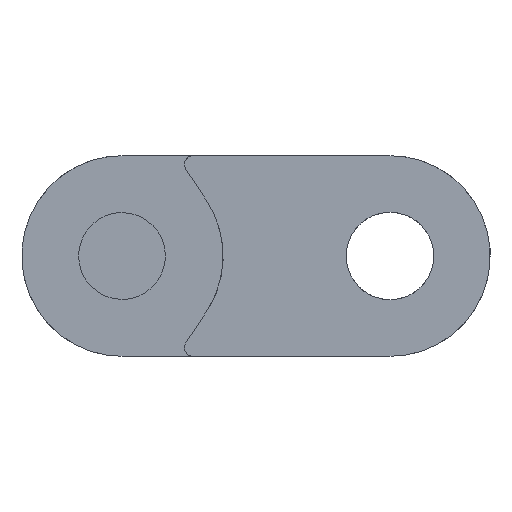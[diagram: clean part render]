
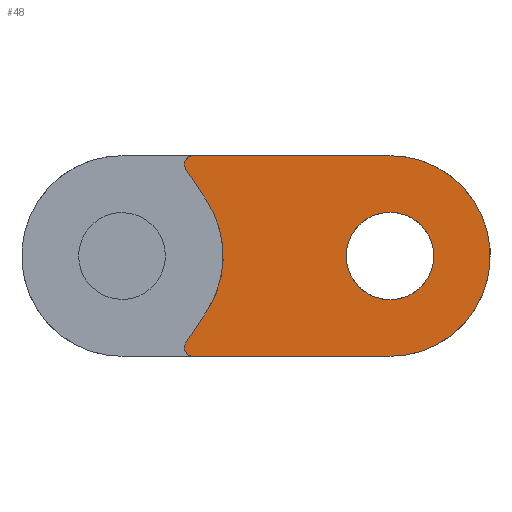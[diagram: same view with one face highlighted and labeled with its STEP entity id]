
A CAD part, front view. The second image highlights one B-rep face of the part: STEP entity #48.
In plain terms, the highlighted planar face has unit normal (0, -1, 0).
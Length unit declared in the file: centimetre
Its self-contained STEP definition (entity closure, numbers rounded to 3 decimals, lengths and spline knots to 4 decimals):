
#18=FACE_BOUND('',#152,.T.);
#48=ADVANCED_FACE('',(#98,#18),#888,.T.);
#98=FACE_OUTER_BOUND('',#151,.T.);
#151=EDGE_LOOP('',(#357,#358,#359,#360,#361,#362,#363,#364));
#152=EDGE_LOOP('',(#365,#366));
#357=ORIENTED_EDGE('',*,*,#597,.T.);
#358=ORIENTED_EDGE('',*,*,#510,.T.);
#359=ORIENTED_EDGE('',*,*,#563,.T.);
#360=ORIENTED_EDGE('',*,*,#487,.T.);
#361=ORIENTED_EDGE('',*,*,#594,.T.);
#362=ORIENTED_EDGE('',*,*,#567,.T.);
#363=ORIENTED_EDGE('',*,*,#571,.T.);
#364=ORIENTED_EDGE('',*,*,#569,.T.);
#365=ORIENTED_EDGE('',*,*,#589,.T.);
#366=ORIENTED_EDGE('',*,*,#590,.T.);
#487=EDGE_CURVE('',#779,#778,#677,.T.);
#510=EDGE_CURVE('',#797,#796,#698,.T.);
#563=EDGE_CURVE('',#796,#779,#635,.T.);
#567=EDGE_CURVE('',#830,#831,#731,.T.);
#569=EDGE_CURVE('',#832,#829,#733,.T.);
#571=EDGE_CURVE('',#831,#832,#637,.T.);
#589=EDGE_CURVE('',#834,#833,#645,.T.);
#590=EDGE_CURVE('',#833,#834,#646,.T.);
#594=EDGE_CURVE('',#778,#830,#649,.T.);
#597=EDGE_CURVE('',#829,#797,#652,.T.);
#635=(
BOUNDED_CURVE()
B_SPLINE_CURVE(2,(#1733,#1734,#1735,#1736,#1737),.UNSPECIFIED.,.F.,.F.)
B_SPLINE_CURVE_WITH_KNOTS((3,2,3),(-35.9712,-17.9856,
0.),.UNSPECIFIED.)
CURVE()
GEOMETRIC_REPRESENTATION_ITEM()
RATIONAL_B_SPLINE_CURVE((1.,0.707,1.,0.707,1.))
REPRESENTATION_ITEM('')
);
#637=(
BOUNDED_CURVE()
B_SPLINE_CURVE(2,(#1755,#1756,#1757),.UNSPECIFIED.,.F.,.F.)
B_SPLINE_CURVE_WITH_KNOTS((3,3),(0.,13.5348),.UNSPECIFIED.)
CURVE()
GEOMETRIC_REPRESENTATION_ITEM()
RATIONAL_B_SPLINE_CURVE((1.,0.833,1.))
REPRESENTATION_ITEM('')
);
#645=(
BOUNDED_CURVE()
B_SPLINE_CURVE(2,(#1807,#1808,#1809,#1810,#1811),.UNSPECIFIED.,.F.,.F.)
B_SPLINE_CURVE_WITH_KNOTS((3,2,3),(15.708,23.5619,31.4159),
 .UNSPECIFIED.)
CURVE()
GEOMETRIC_REPRESENTATION_ITEM()
RATIONAL_B_SPLINE_CURVE((1.,0.707,1.,0.707,1.))
REPRESENTATION_ITEM('')
);
#646=(
BOUNDED_CURVE()
B_SPLINE_CURVE(2,(#1812,#1813,#1814,#1815,#1816),.UNSPECIFIED.,.F.,.F.)
B_SPLINE_CURVE_WITH_KNOTS((3,2,3),(0.,7.854,15.708),
 .UNSPECIFIED.)
CURVE()
GEOMETRIC_REPRESENTATION_ITEM()
RATIONAL_B_SPLINE_CURVE((1.,0.707,1.,0.707,1.))
REPRESENTATION_ITEM('')
);
#649=(
BOUNDED_CURVE()
B_SPLINE_CURVE(2,(#1829,#1830,#1831,#1832,#1833),.UNSPECIFIED.,.F.,.F.)
B_SPLINE_CURVE_WITH_KNOTS((3,2,3),(-2.1567,-1.0784,
0.),.UNSPECIFIED.)
CURVE()
GEOMETRIC_REPRESENTATION_ITEM()
RATIONAL_B_SPLINE_CURVE((1.,0.858,1.,0.858,1.))
REPRESENTATION_ITEM('')
);
#652=(
BOUNDED_CURVE()
B_SPLINE_CURVE(2,(#1844,#1845,#1846,#1847,#1848),.UNSPECIFIED.,.F.,.F.)
B_SPLINE_CURVE_WITH_KNOTS((3,2,3),(-2.1567,-1.0784,
0.),.UNSPECIFIED.)
CURVE()
GEOMETRIC_REPRESENTATION_ITEM()
RATIONAL_B_SPLINE_CURVE((1.,0.858,1.,0.858,1.))
REPRESENTATION_ITEM('')
);
#677=B_SPLINE_CURVE_WITH_KNOTS('',1,(#1517,#1518),.UNSPECIFIED.,.F.,.F.,
(2,2),(-22.473,0.),.UNSPECIFIED.);
#698=B_SPLINE_CURVE_WITH_KNOTS('',1,(#1569,#1570),.UNSPECIFIED.,.F.,.F.,
(2,2),(-22.473,0.),.UNSPECIFIED.);
#731=B_SPLINE_CURVE_WITH_KNOTS('',1,(#1747,#1748),.UNSPECIFIED.,.F.,.F.,
(2,2),(0.,4.2129),.UNSPECIFIED.);
#733=B_SPLINE_CURVE_WITH_KNOTS('',1,(#1751,#1752),.UNSPECIFIED.,.F.,.F.,
(2,2),(0.,4.2129),.UNSPECIFIED.);
#778=VERTEX_POINT('',#1396);
#779=VERTEX_POINT('',#1397);
#796=VERTEX_POINT('',#1414);
#797=VERTEX_POINT('',#1415);
#829=VERTEX_POINT('',#1447);
#830=VERTEX_POINT('',#1448);
#831=VERTEX_POINT('',#1449);
#832=VERTEX_POINT('',#1450);
#833=VERTEX_POINT('',#1451);
#834=VERTEX_POINT('',#1452);
#888=PLANE('',#934);
#934=AXIS2_PLACEMENT_3D('',#1192,#963,$);
#963=DIRECTION('',(0.,-1.,0.));
#1192=CARTESIAN_POINT('',(3.026,-2.275,-1.3741));
#1396=CARTESIAN_POINT('',(-0.7173,-2.275,1.145));
#1397=CARTESIAN_POINT('',(1.53,-2.275,1.145));
#1414=CARTESIAN_POINT('',(1.53,-2.275,-1.145));
#1415=CARTESIAN_POINT('',(-0.7173,-2.275,-1.145));
#1447=CARTESIAN_POINT('',(-0.8006,-2.275,-0.9897));
#1448=CARTESIAN_POINT('',(-0.8006,-2.275,0.9897));
#1449=CARTESIAN_POINT('',(-0.5677,-2.275,0.6387));
#1450=CARTESIAN_POINT('',(-0.5677,-2.275,-0.6387));
#1451=CARTESIAN_POINT('',(1.53,-2.275,0.5));
#1452=CARTESIAN_POINT('',(1.53,-2.275,-0.5));
#1517=CARTESIAN_POINT('',(1.53,-2.275,1.145));
#1518=CARTESIAN_POINT('',(-0.7173,-2.275,1.145));
#1569=CARTESIAN_POINT('',(-0.7173,-2.275,-1.145));
#1570=CARTESIAN_POINT('',(1.53,-2.275,-1.145));
#1733=CARTESIAN_POINT('',(1.53,-2.275,-1.145));
#1734=CARTESIAN_POINT('',(2.675,-2.275,-1.145));
#1735=CARTESIAN_POINT('',(2.675,-2.275,0.));
#1736=CARTESIAN_POINT('',(2.675,-2.275,1.145));
#1737=CARTESIAN_POINT('',(1.53,-2.275,1.145));
#1747=CARTESIAN_POINT('',(-0.8006,-2.275,0.9897));
#1748=CARTESIAN_POINT('',(-0.5677,-2.275,0.6387));
#1751=CARTESIAN_POINT('',(-0.5677,-2.275,-0.6387));
#1752=CARTESIAN_POINT('',(-0.8006,-2.275,-0.9897));
#1755=CARTESIAN_POINT('',(-0.5677,-2.275,0.6387));
#1756=CARTESIAN_POINT('',(-0.1438,-2.275,0.));
#1757=CARTESIAN_POINT('',(-0.5677,-2.275,-0.6387));
#1807=CARTESIAN_POINT('',(1.53,-2.275,-0.5));
#1808=CARTESIAN_POINT('',(1.03,-2.275,-0.5));
#1809=CARTESIAN_POINT('',(1.03,-2.275,0.));
#1810=CARTESIAN_POINT('',(1.03,-2.275,0.5));
#1811=CARTESIAN_POINT('',(1.53,-2.275,0.5));
#1812=CARTESIAN_POINT('',(1.53,-2.275,0.5));
#1813=CARTESIAN_POINT('',(2.03,-2.275,0.5));
#1814=CARTESIAN_POINT('',(2.03,-2.275,0.));
#1815=CARTESIAN_POINT('',(2.03,-2.275,-0.5));
#1816=CARTESIAN_POINT('',(1.53,-2.275,-0.5));
#1829=CARTESIAN_POINT('',(-0.7173,-2.275,1.145));
#1830=CARTESIAN_POINT('',(-0.7771,-2.275,1.145));
#1831=CARTESIAN_POINT('',(-0.8054,-2.275,1.0923));
#1832=CARTESIAN_POINT('',(-0.8337,-2.275,1.0396));
#1833=CARTESIAN_POINT('',(-0.8006,-2.275,0.9897));
#1844=CARTESIAN_POINT('',(-0.8006,-2.275,-0.9897));
#1845=CARTESIAN_POINT('',(-0.8337,-2.275,-1.0396));
#1846=CARTESIAN_POINT('',(-0.8054,-2.275,-1.0923));
#1847=CARTESIAN_POINT('',(-0.7771,-2.275,-1.145));
#1848=CARTESIAN_POINT('',(-0.7173,-2.275,-1.145));
